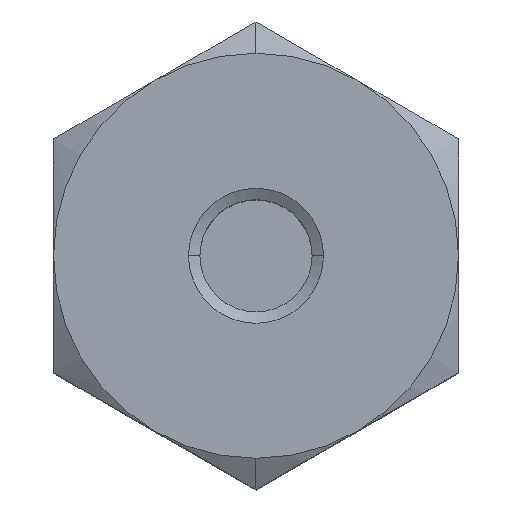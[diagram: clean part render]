
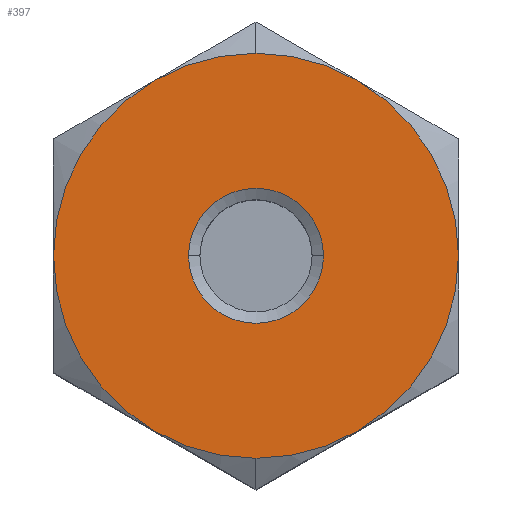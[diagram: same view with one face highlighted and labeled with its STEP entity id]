
A CAD part, top view. The second image highlights one B-rep face of the part: STEP entity #397.
In plain terms, the highlighted planar face has unit normal (0, 0, 1).
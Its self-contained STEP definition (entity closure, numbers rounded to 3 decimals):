
#397=ADVANCED_FACE('',(#1136,#1137),#1138,.T.);
#419=EDGE_CURVE('',#879,#755,#1161,.T.);
#455=EDGE_CURVE('',#755,#811,#1199,.T.);
#499=VERTEX_POINT('',#1245);
#547=EDGE_CURVE('',#599,#499,#1300,.T.);
#577=VERTEX_POINT('',#1333);
#587=VERTEX_POINT('',#1344);
#595=EDGE_CURVE('',#1031,#587,#1353,.T.);
#599=VERTEX_POINT('',#1357);
#741=EDGE_CURVE('',#1067,#599,#1518,.T.);
#755=VERTEX_POINT('',#1533);
#807=EDGE_CURVE('',#1017,#1067,#1594,.T.);
#811=VERTEX_POINT('',#1598);
#879=VERTEX_POINT('',#1674);
#945=EDGE_CURVE('',#499,#577,#1744,.T.);
#983=EDGE_CURVE('',#587,#1031,#1788,.T.);
#1013=EDGE_CURVE('',#811,#1017,#1822,.T.);
#1017=VERTEX_POINT('',#1826);
#1031=VERTEX_POINT('',#1843);
#1067=VERTEX_POINT('',#1883);
#1077=EDGE_CURVE('',#577,#879,#1894,.T.);
#1136=FACE_BOUND('',#1960,.T.);
#1137=FACE_OUTER_BOUND('',#1961,.T.);
#1138=PLANE('',#1962);
#1161=CIRCLE('',#2011,12.0);
#1199=CIRCLE('',#2067,12.0);
#1245=CARTESIAN_POINT('',(-12.0,0.,0.));
#1300=CIRCLE('',#2232,12.0);
#1333=CARTESIAN_POINT('',(-6.,10.392,0.));
#1344=CARTESIAN_POINT('',(4.,0.,0.));
#1353=CIRCLE('',#2349,4.);
#1357=CARTESIAN_POINT('',(-6.,-10.392,0.));
#1518=CIRCLE('',#2661,12.0);
#1533=CARTESIAN_POINT('',(6.,10.392,0.));
#1594=CIRCLE('',#2786,12.0);
#1598=CARTESIAN_POINT('',(12.0,0.,0.));
#1674=CARTESIAN_POINT('',(0.,12.,0.));
#1744=CIRCLE('',#3114,12.0);
#1788=CIRCLE('',#3180,4.);
#1822=CIRCLE('',#3242,12.0);
#1826=CARTESIAN_POINT('',(6.,-10.392,0.));
#1843=CARTESIAN_POINT('',(-4.,0.,0.));
#1883=CARTESIAN_POINT('',(0.,-12.0,0.));
#1894=CIRCLE('',#3366,12.0);
#1960=EDGE_LOOP('',(#3430,#3431));
#1961=EDGE_LOOP('',(#3432,#3433,#3434,#3435,#3436,#3437,#3438,#3439));
#1962=AXIS2_PLACEMENT_3D('',#3440,#3441,#3442);
#2011=AXIS2_PLACEMENT_3D('',#3458,#3459,#3460);
#2067=AXIS2_PLACEMENT_3D('',#3488,#3489,#3490);
#2232=AXIS2_PLACEMENT_3D('',#3585,#3586,#3587);
#2349=AXIS2_PLACEMENT_3D('',#3642,#3643,#3644);
#2661=AXIS2_PLACEMENT_3D('',#3856,#3857,#3858);
#2786=AXIS2_PLACEMENT_3D('',#3957,#3958,#3959);
#3114=AXIS2_PLACEMENT_3D('',#4108,#4109,#4110);
#3180=AXIS2_PLACEMENT_3D('',#4165,#4166,#4167);
#3242=AXIS2_PLACEMENT_3D('',#4212,#4213,#4214);
#3366=AXIS2_PLACEMENT_3D('',#4300,#4301,#4302);
#3430=ORIENTED_EDGE('',*,*,#595,.T.);
#3431=ORIENTED_EDGE('',*,*,#983,.T.);
#3432=ORIENTED_EDGE('',*,*,#1077,.F.);
#3433=ORIENTED_EDGE('',*,*,#945,.F.);
#3434=ORIENTED_EDGE('',*,*,#547,.F.);
#3435=ORIENTED_EDGE('',*,*,#741,.F.);
#3436=ORIENTED_EDGE('',*,*,#807,.F.);
#3437=ORIENTED_EDGE('',*,*,#1013,.F.);
#3438=ORIENTED_EDGE('',*,*,#455,.F.);
#3439=ORIENTED_EDGE('',*,*,#419,.F.);
#3440=CARTESIAN_POINT('',(0.,7.662,0.));
#3441=DIRECTION('',(0.,0.,1.0));
#3442=DIRECTION('',(0.,1.0,0.));
#3458=CARTESIAN_POINT('',(0.,0.,0.));
#3459=DIRECTION('',(0.,0.,-1.0));
#3460=DIRECTION('',(0.,1.0,0.));
#3488=CARTESIAN_POINT('',(0.,0.,0.));
#3489=DIRECTION('',(0.,0.,-1.0));
#3490=DIRECTION('',(0.,1.0,0.));
#3585=CARTESIAN_POINT('',(0.,0.,0.));
#3586=DIRECTION('',(0.,0.,-1.0));
#3587=DIRECTION('',(0.,1.0,0.));
#3642=CARTESIAN_POINT('',(0.,0.,0.));
#3643=DIRECTION('',(0.,0.,-1.0));
#3644=DIRECTION('',(-1.0,0.,0.));
#3856=CARTESIAN_POINT('',(0.,0.,0.));
#3857=DIRECTION('',(0.,0.,-1.0));
#3858=DIRECTION('',(0.,1.0,0.));
#3957=CARTESIAN_POINT('',(0.,0.,0.));
#3958=DIRECTION('',(0.,0.,-1.0));
#3959=DIRECTION('',(0.,1.0,0.));
#4108=CARTESIAN_POINT('',(0.,0.,0.));
#4109=DIRECTION('',(0.,0.,-1.0));
#4110=DIRECTION('',(0.,1.0,0.));
#4165=CARTESIAN_POINT('',(0.,0.,0.));
#4166=DIRECTION('',(0.,0.,-1.0));
#4167=DIRECTION('',(-1.0,0.,0.));
#4212=CARTESIAN_POINT('',(0.,0.,0.));
#4213=DIRECTION('',(0.,0.,-1.0));
#4214=DIRECTION('',(0.,1.0,0.));
#4300=CARTESIAN_POINT('',(0.,0.,0.));
#4301=DIRECTION('',(0.,0.,-1.0));
#4302=DIRECTION('',(0.,1.0,0.));
